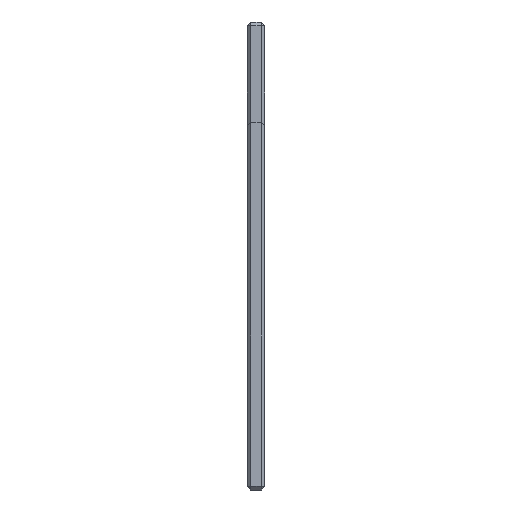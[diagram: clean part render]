
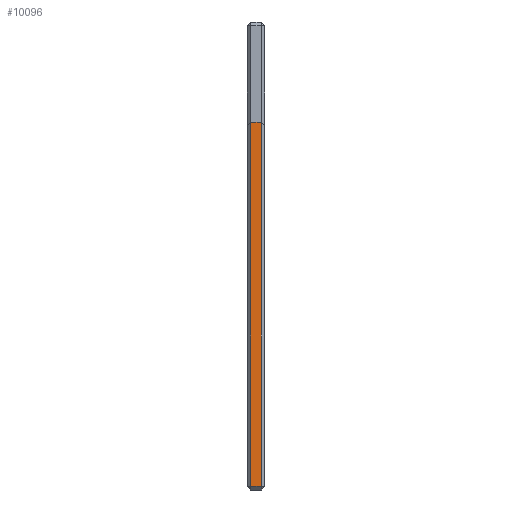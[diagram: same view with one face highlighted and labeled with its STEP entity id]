
A CAD part, left-side view. The second image highlights one B-rep face of the part: STEP entity #10096.
In plain terms, the highlighted planar face has unit normal (-1, 0, 0).
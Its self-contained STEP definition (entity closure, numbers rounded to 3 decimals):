
#1200=DIRECTION('',(0.,0.,1.));
#1201=VECTOR('',#1200,101.5);
#1202=CARTESIAN_POINT('',(-272.,302.,163.2));
#1203=LINE('',#1202,#1201);
#3063=DIRECTION('',(0.,1.,0.));
#3064=VECTOR('',#3063,3.);
#3065=CARTESIAN_POINT('',(-272.,299.,163.2));
#3066=LINE('',#3065,#3064);
#3084=DIRECTION('',(0.,0.,-1.));
#3085=VECTOR('',#3084,101.5);
#3086=CARTESIAN_POINT('',(-272.,299.,264.7));
#3087=LINE('',#3086,#3085);
#3133=DIRECTION('',(0.,-1.,0.));
#3134=VECTOR('',#3133,3.);
#3135=CARTESIAN_POINT('',(-272.,302.,264.7));
#3136=LINE('',#3135,#3134);
#6082=CARTESIAN_POINT('',(-272.,302.,264.7));
#6083=VERTEX_POINT('',#6082);
#6084=CARTESIAN_POINT('',(-272.,299.,264.7));
#6085=VERTEX_POINT('',#6084);
#6086=CARTESIAN_POINT('',(-272.,299.,163.2));
#6087=VERTEX_POINT('',#6086);
#6088=CARTESIAN_POINT('',(-272.,302.,163.2));
#6089=VERTEX_POINT('',#6088);
#10083=CARTESIAN_POINT('',(-272.,298.,153.7));
#10084=DIRECTION('',(-1.,0.,0.));
#10085=DIRECTION('',(0.,0.,-1.));
#10086=AXIS2_PLACEMENT_3D('',#10083,#10084,#10085);
#10087=PLANE('',#10086);
#10089=ORIENTED_EDGE('',*,*,#10088,.T.);
#10090=ORIENTED_EDGE('',*,*,#10068,.T.);
#10091=ORIENTED_EDGE('',*,*,#7740,.T.);
#10093=ORIENTED_EDGE('',*,*,#10092,.T.);
#10094=EDGE_LOOP('',(#10089,#10090,#10091,#10093));
#10095=FACE_OUTER_BOUND('',#10094,.F.);
#7740=EDGE_CURVE('',#6089,#6083,#1203,.T.);
#10068=EDGE_CURVE('',#6087,#6089,#3066,.T.);
#10088=EDGE_CURVE('',#6085,#6087,#3087,.T.);
#10092=EDGE_CURVE('',#6083,#6085,#3136,.T.);
#10096=ADVANCED_FACE('',(#10095),#10087,.T.);
